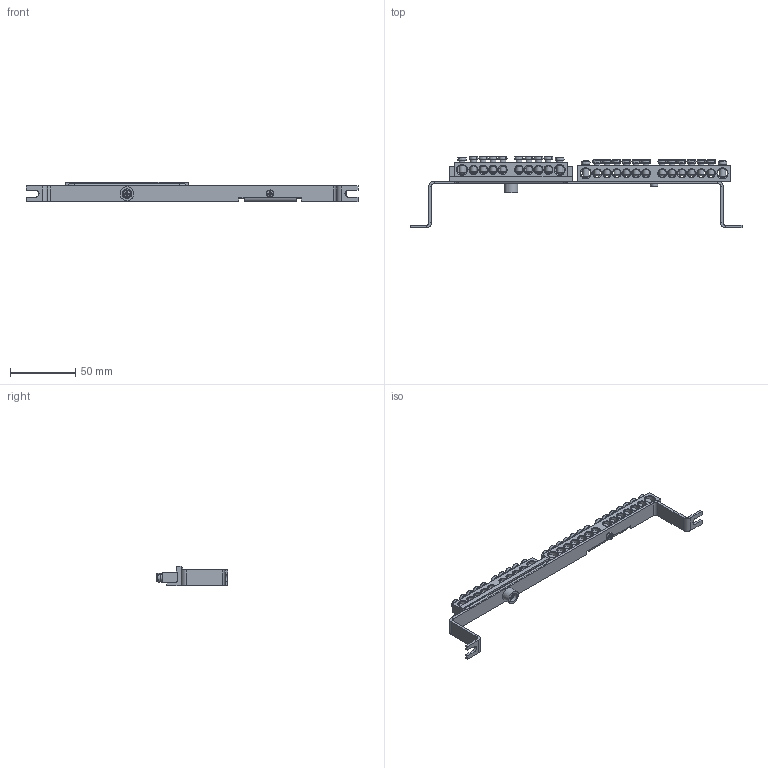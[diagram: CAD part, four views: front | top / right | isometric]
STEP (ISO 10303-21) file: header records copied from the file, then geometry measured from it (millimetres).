
FILE_DESCRIPTION(/* description */ (''),/* implementation_level */ '2;1');
FILE_NAME(/* name */ 'Шина N+PE 8х12-10_14 на скобе.stp',/* time_stamp */ '2021-04-12T22:17:29+03:00',/* author */ ('Admin'),/* organization */ (''),/* preprocessor_version */ 'ST-DEVELOPER v15.6',/* originating_system */ 'Autodesk Inventor 2015',/* authorisation */ '');
FILE_SCHEMA (('AUTOMOTIVE_DESIGN { 1 0 10303 214 3 1 1 }'));
Length unit declared in the file: millimetre
Products named in the file (10): 8х12-10_1; Винт M5x10; 8х12-14_1; Винт M4x10; Изолятор \X2\043F043B0430
; Изолятор \X2\044804300439
; Скоба; Шина N+PE на \X2\0441

Assembly tree (33 placements, depth 3):
  Шина N+PE на \X2\0441

    8х12-10_1
      8х12-10_1
      Винт M5x10  x10
    8х12-14_1
      8х12-14_1
      Винт M5x10  x14
    Винт M4x10  x2
    Изолятор \X2\043F043B0430

    Изолятор \X2\044804300439

    Скоба
Bounding box: 255 x 55.25 x 14.6 mm (x, y, z)
Volume: 32572.2 mm3; surface area: 33836.4 mm2
Topology: 31 solids, 31 shells, 848 faces, 2202 edges, 1445 vertices
Faces by surface type: plane 468, cone 126, cylinder 96, torus 80, sphere 52, bspline 26
Full cylindrical faces by diameter (mm): 3.242 x2, 3.9 x2, 4.134 x24, 4.3 x1, 4.8 x24, 5 x1, 6 x20, 6.35 x1, 6.8 x1, 7.2 x1, 7.4 x1, 7.5 x4, 10.6 x1
Entity records: 8285 total; most frequent: CARTESIAN_POINT 2153, DIRECTION 1250, ORIENTED_EDGE 976, AXIS2_PLACEMENT_3D 519, EDGE_CURVE 488, EDGE_LOOP 472, VERTEX_POINT 370, FACE_OUTER_BOUND 248
